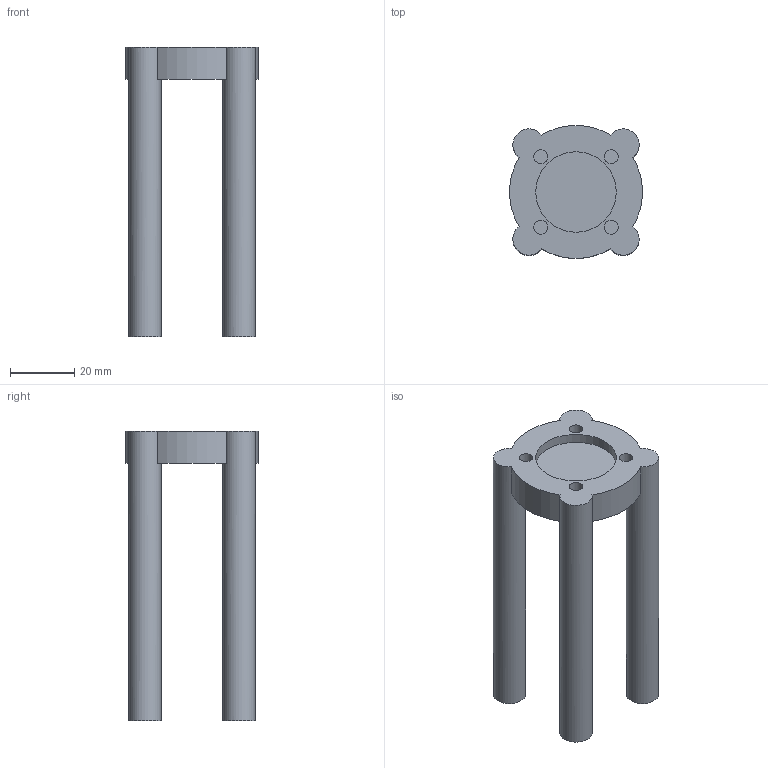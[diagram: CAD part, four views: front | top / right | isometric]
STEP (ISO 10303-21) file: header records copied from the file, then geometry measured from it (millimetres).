
FILE_DESCRIPTION(/* description */ ('','CAx-IF Rec.Pracs.---Representation and Presentation of Product Manufacturing Information (PMI)---4.0---2014-10-13'),/* implementation_level */ '2;1');
FILE_NAME(/* name */ 'Sannerhead.step',/* time_stamp */ '2025-03-06T20:54:47-08:00',/* author */ (''),/* organization */ (''),/* preprocessor_version */ 'ST-DEVELOPER v20',/* originating_system */ 'Autodesk Translation Framework v13.20.0.188',/* authorisation */ '');
FILE_SCHEMA (('AP242_MANAGED_MODEL_BASED_3D_ENGINEERING_MIM_LF { 1 0 10303 442 1 1 4 }'));
Length unit declared in the file: millimetre
Products named in the file (1): Sannerhead
Bounding box: 41.19 x 41.19 x 90 mm (x, y, z)
Volume: 38085.6 mm3; surface area: 15361.5 mm2
Topology: 1 solids, 1 shells, 32 faces, 63 edges, 42 vertices
Faces by surface type: cylinder 17, plane 15
Full cylindrical faces by diameter (mm): 4.3 x4, 6.2 x4, 10 x4, 25 x1
Entity records: 882 total; most frequent: DIRECTION 171, CARTESIAN_POINT 138, ORIENTED_EDGE 126, AXIS2_PLACEMENT_3D 75, EDGE_CURVE 63, CIRCLE 42, VERTEX_POINT 42, EDGE_LOOP 41
